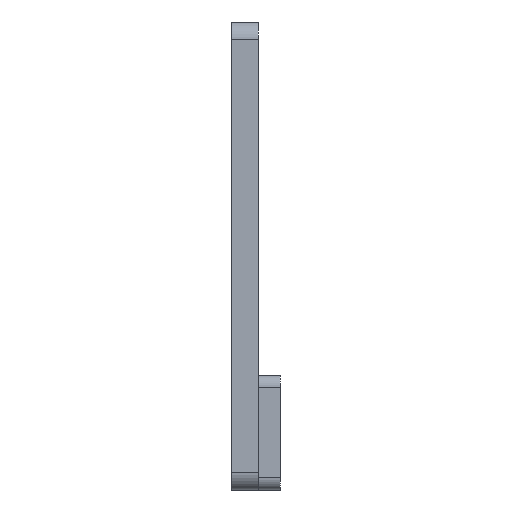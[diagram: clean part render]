
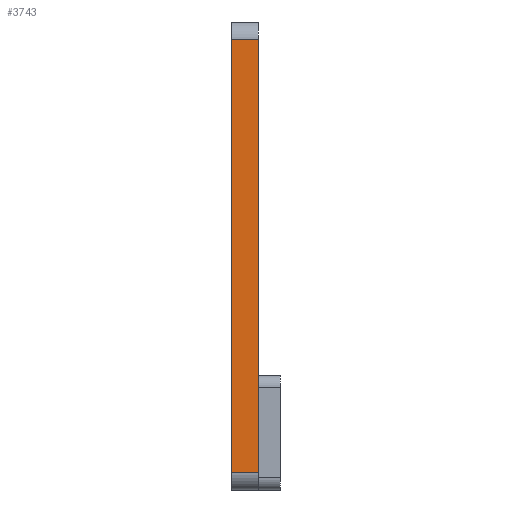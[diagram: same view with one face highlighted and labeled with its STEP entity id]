
A CAD part, left-side view. The second image highlights one B-rep face of the part: STEP entity #3743.
In plain terms, the highlighted planar face has unit normal (-1, 0, 0).
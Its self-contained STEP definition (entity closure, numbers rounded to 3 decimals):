
#43 = PLANE('',#44);
#44 = AXIS2_PLACEMENT_3D('',#45,#46,#47);
#45 = CARTESIAN_POINT('',(0.,42.5,26.5));
#46 = DIRECTION('',(-0.,1.,0.));
#47 = DIRECTION('',(-1.,0.,0.));
#220 = VERTEX_POINT('',#221);
#221 = CARTESIAN_POINT('',(-81.,42.5,2.));
#236 = CYLINDRICAL_SURFACE('',#237,2.);
#237 = AXIS2_PLACEMENT_3D('',#238,#239,#240);
#238 = CARTESIAN_POINT('',(-79.,45.5,2.));
#239 = DIRECTION('',(0.,-1.,0.));
#240 = DIRECTION('',(0.,0.,-1.));
#248 = EDGE_CURVE('',#220,#249,#251,.T.);
#249 = VERTEX_POINT('',#250);
#250 = CARTESIAN_POINT('',(-81.,42.5,51.));
#251 = SURFACE_CURVE('',#252,(#256,#263),.PCURVE_S1.);
#252 = LINE('',#253,#254);
#253 = CARTESIAN_POINT('',(-81.,42.5,0.));
#254 = VECTOR('',#255,1.);
#255 = DIRECTION('',(0.,0.,1.));
#256 = PCURVE('',#43,#257);
#257 = DEFINITIONAL_REPRESENTATION('',(#258),#262);
#258 = LINE('',#259,#260);
#259 = CARTESIAN_POINT('',(81.,-26.5));
#260 = VECTOR('',#261,1.);
#261 = DIRECTION('',(0.,1.));
#262 = ( GEOMETRIC_REPRESENTATION_CONTEXT(2) 
PARAMETRIC_REPRESENTATION_CONTEXT() REPRESENTATION_CONTEXT('2D SPACE',''
  ) );
#263 = PCURVE('',#264,#269);
#264 = PLANE('',#265);
#265 = AXIS2_PLACEMENT_3D('',#266,#267,#268);
#266 = CARTESIAN_POINT('',(-81.,45.5,0.));
#267 = DIRECTION('',(-1.,0.,0.));
#268 = DIRECTION('',(0.,0.,1.));
#269 = DEFINITIONAL_REPRESENTATION('',(#270),#274);
#270 = LINE('',#271,#272);
#271 = CARTESIAN_POINT('',(0.,-3.));
#272 = VECTOR('',#273,1.);
#273 = DIRECTION('',(1.,0.));
#274 = ( GEOMETRIC_REPRESENTATION_CONTEXT(2) 
PARAMETRIC_REPRESENTATION_CONTEXT() REPRESENTATION_CONTEXT('2D SPACE',''
  ) );
#297 = CYLINDRICAL_SURFACE('',#298,2.);
#298 = AXIS2_PLACEMENT_3D('',#299,#300,#301);
#299 = CARTESIAN_POINT('',(-79.,45.5,51.));
#300 = DIRECTION('',(0.,-1.,0.));
#301 = DIRECTION('',(0.,0.,1.));
#3578 = PLANE('',#3579);
#3579 = AXIS2_PLACEMENT_3D('',#3580,#3581,#3582);
#3580 = CARTESIAN_POINT('',(0.,45.5,26.5));
#3581 = DIRECTION('',(-0.,1.,0.));
#3582 = DIRECTION('',(-1.,0.,0.));
#3691 = VERTEX_POINT('',#3692);
#3692 = CARTESIAN_POINT('',(-81.,45.5,2.));
#3714 = EDGE_CURVE('',#3691,#220,#3715,.T.);
#3715 = SURFACE_CURVE('',#3716,(#3720,#3727),.PCURVE_S1.);
#3716 = LINE('',#3717,#3718);
#3717 = CARTESIAN_POINT('',(-81.,45.5,2.));
#3718 = VECTOR('',#3719,1.);
#3719 = DIRECTION('',(0.,-1.,0.));
#3720 = PCURVE('',#236,#3721);
#3721 = DEFINITIONAL_REPRESENTATION('',(#3722),#3726);
#3722 = LINE('',#3723,#3724);
#3723 = CARTESIAN_POINT('',(-1.571,0.));
#3724 = VECTOR('',#3725,1.);
#3725 = DIRECTION('',(-0.,1.));
#3726 = ( GEOMETRIC_REPRESENTATION_CONTEXT(2) 
PARAMETRIC_REPRESENTATION_CONTEXT() REPRESENTATION_CONTEXT('2D SPACE',''
  ) );
#3727 = PCURVE('',#264,#3728);
#3728 = DEFINITIONAL_REPRESENTATION('',(#3729),#3733);
#3729 = LINE('',#3730,#3731);
#3730 = CARTESIAN_POINT('',(2.,0.));
#3731 = VECTOR('',#3732,1.);
#3732 = DIRECTION('',(0.,-1.));
#3733 = ( GEOMETRIC_REPRESENTATION_CONTEXT(2) 
PARAMETRIC_REPRESENTATION_CONTEXT() REPRESENTATION_CONTEXT('2D SPACE',''
  ) );
#3743 = ADVANCED_FACE('',(#3744),#264,.T.);
#3744 = FACE_BOUND('',#3745,.T.);
#3745 = EDGE_LOOP('',(#3746,#3769,#3770,#3771));
#3746 = ORIENTED_EDGE('',*,*,#3747,.F.);
#3747 = EDGE_CURVE('',#3691,#3748,#3750,.T.);
#3748 = VERTEX_POINT('',#3749);
#3749 = CARTESIAN_POINT('',(-81.,45.5,51.));
#3750 = SURFACE_CURVE('',#3751,(#3755,#3762),.PCURVE_S1.);
#3751 = LINE('',#3752,#3753);
#3752 = CARTESIAN_POINT('',(-81.,45.5,0.));
#3753 = VECTOR('',#3754,1.);
#3754 = DIRECTION('',(0.,0.,1.));
#3755 = PCURVE('',#264,#3756);
#3756 = DEFINITIONAL_REPRESENTATION('',(#3757),#3761);
#3757 = LINE('',#3758,#3759);
#3758 = CARTESIAN_POINT('',(0.,0.));
#3759 = VECTOR('',#3760,1.);
#3760 = DIRECTION('',(1.,0.));
#3761 = ( GEOMETRIC_REPRESENTATION_CONTEXT(2) 
PARAMETRIC_REPRESENTATION_CONTEXT() REPRESENTATION_CONTEXT('2D SPACE',''
  ) );
#3762 = PCURVE('',#3578,#3763);
#3763 = DEFINITIONAL_REPRESENTATION('',(#3764),#3768);
#3764 = LINE('',#3765,#3766);
#3765 = CARTESIAN_POINT('',(81.,-26.5));
#3766 = VECTOR('',#3767,1.);
#3767 = DIRECTION('',(0.,1.));
#3768 = ( GEOMETRIC_REPRESENTATION_CONTEXT(2) 
PARAMETRIC_REPRESENTATION_CONTEXT() REPRESENTATION_CONTEXT('2D SPACE',''
  ) );
#3769 = ORIENTED_EDGE('',*,*,#3714,.T.);
#3770 = ORIENTED_EDGE('',*,*,#248,.T.);
#3771 = ORIENTED_EDGE('',*,*,#3772,.F.);
#3772 = EDGE_CURVE('',#3748,#249,#3773,.T.);
#3773 = SURFACE_CURVE('',#3774,(#3778,#3785),.PCURVE_S1.);
#3774 = LINE('',#3775,#3776);
#3775 = CARTESIAN_POINT('',(-81.,45.5,51.));
#3776 = VECTOR('',#3777,1.);
#3777 = DIRECTION('',(0.,-1.,0.));
#3778 = PCURVE('',#264,#3779);
#3779 = DEFINITIONAL_REPRESENTATION('',(#3780),#3784);
#3780 = LINE('',#3781,#3782);
#3781 = CARTESIAN_POINT('',(51.,0.));
#3782 = VECTOR('',#3783,1.);
#3783 = DIRECTION('',(0.,-1.));
#3784 = ( GEOMETRIC_REPRESENTATION_CONTEXT(2) 
PARAMETRIC_REPRESENTATION_CONTEXT() REPRESENTATION_CONTEXT('2D SPACE',''
  ) );
#3785 = PCURVE('',#297,#3786);
#3786 = DEFINITIONAL_REPRESENTATION('',(#3787),#3791);
#3787 = LINE('',#3788,#3789);
#3788 = CARTESIAN_POINT('',(1.571,0.));
#3789 = VECTOR('',#3790,1.);
#3790 = DIRECTION('',(0.,1.));
#3791 = ( GEOMETRIC_REPRESENTATION_CONTEXT(2) 
PARAMETRIC_REPRESENTATION_CONTEXT() REPRESENTATION_CONTEXT('2D SPACE',''
  ) );
